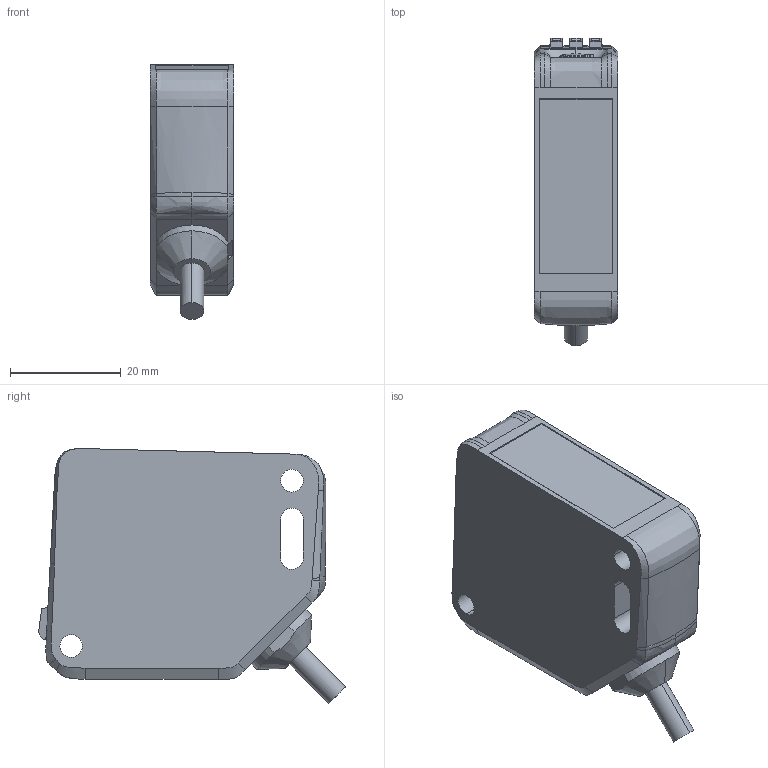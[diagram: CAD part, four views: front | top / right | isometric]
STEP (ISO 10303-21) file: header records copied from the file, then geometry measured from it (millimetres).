
FILE_DESCRIPTION((''),'2;1');
FILE_NAME('DM_CAD-5779','2018-04-20T',('creinig-se'),(''),'PRO/ENGINEER BY PARAMETRIC TECHNOLOGY CORPORATION, 2015440','PRO/ENGINEER BY PARAMETRIC TECHNOLOGY CORPORATION, 2015440','');
FILE_SCHEMA(('CONFIG_CONTROL_DESIGN'));
Length unit declared in the file: millimetre
Products named in the file (1): DM_CAD-5779
Bounding box: 15.1 x 55.53 x 46.08 mm (x, y, z)
Volume: 27898.9 mm3; surface area: 7431.7 mm2
Topology: 1 solids, 1 shells, 237 faces, 975 edges, 975 vertices
Faces by surface type: plane 110, bspline 44, cylinder 42, torus 15, sphere 10, extrusion 9, cone 7
Entity records: 17231 total; most frequent: CARTESIAN_POINT 6215, DIRECTION 1378, ORIENTED_EDGE 1246, PRESENTATION_STYLE_ASSIGNMENT 1140, STYLED_ITEM 1136, CURVE_STYLE 1059, EDGE_CURVE 623, VECTOR 600
